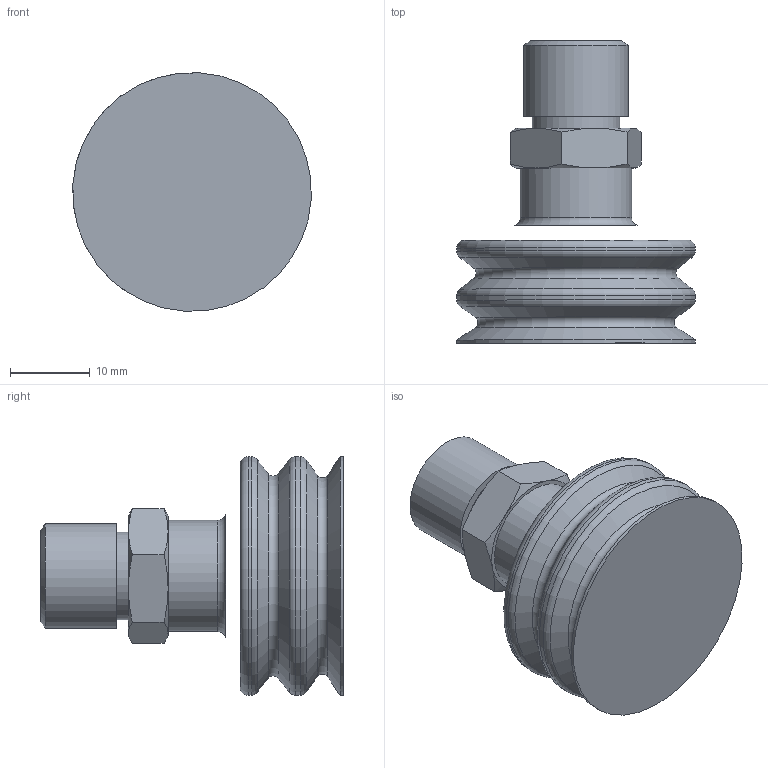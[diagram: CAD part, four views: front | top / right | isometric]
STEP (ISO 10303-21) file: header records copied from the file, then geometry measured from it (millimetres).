
FILE_DESCRIPTION(/* description */ (''),/* implementation_level */ '2;1');
FILE_NAME(/* name */ 'vf30sh30sb_rac15r1-4m.stp',/* time_stamp */ '2024-01-10T08:41:34+01:00',/* author */ ('enginyeria2'),/* organization */ (''),/* preprocessor_version */ 'ST-DEVELOPER v17',/* originating_system */ 'Autodesk Inventor 2019',/* authorisation */ '');
FILE_SCHEMA (('AUTOMOTIVE_DESIGN { 1 0 10303 214 3 1 1 }'));
Length unit declared in the file: millimetre
Products named in the file (1): vf30cn_rac15r1-4m
Bounding box: 29.95 x 38.02 x 29.95 mm (x, y, z)
Volume: 11985.1 mm3; surface area: 4280.1 mm2
Topology: 1 solids, 2 shells, 48 faces, 133 edges, 92 vertices
Faces by surface type: cone 20, plane 13, cylinder 8, torus 7
Full cylindrical faces by diameter (mm): 2.5 x1, 5 x1, 11 x1, 13.157 x1, 14 x1, 30 x3
Entity records: 1670 total; most frequent: CARTESIAN_POINT 321, DIRECTION 292, ORIENTED_EDGE 264, AXIS2_PLACEMENT_3D 135, EDGE_CURVE 132, VERTEX_POINT 92, CIRCLE 86, EDGE_LOOP 52
